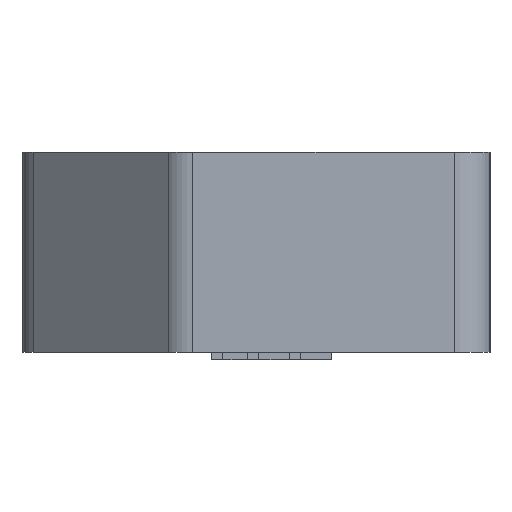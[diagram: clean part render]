
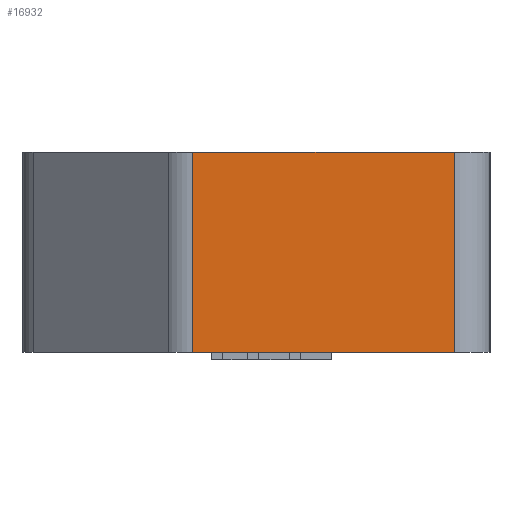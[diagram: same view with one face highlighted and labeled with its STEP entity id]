
A CAD part, left-side view. The second image highlights one B-rep face of the part: STEP entity #16932.
In plain terms, the highlighted planar face has unit normal (-1, 0, 0).
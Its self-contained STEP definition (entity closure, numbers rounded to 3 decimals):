
#16=DIRECTION('',(0.,-1.,0.));
#17=VECTOR('',#16,7.32);
#18=CARTESIAN_POINT('',(-27.4,1.77,-0.8));
#19=LINE('',#18,#17);
#3528=DIRECTION('',(0.,0.,1.));
#3529=VECTOR('',#3528,5.6);
#3530=CARTESIAN_POINT('',(-27.4,-5.55,-0.8));
#3531=LINE('',#3530,#3529);
#3532=DIRECTION('',(0.,0.,1.));
#3533=VECTOR('',#3532,5.6);
#3534=CARTESIAN_POINT('',(-27.4,1.77,-0.8));
#3535=LINE('',#3534,#3533);
#3585=DIRECTION('',(0.,-1.,0.));
#3586=VECTOR('',#3585,7.32);
#3587=CARTESIAN_POINT('',(-27.4,1.77,4.8));
#3588=LINE('',#3587,#3586);
#12884=CARTESIAN_POINT('',(-27.4,1.77,-0.8));
#12885=VERTEX_POINT('',#12884);
#12886=CARTESIAN_POINT('',(-27.4,-5.55,-0.8));
#12887=VERTEX_POINT('',#12886);
#12908=CARTESIAN_POINT('',(-27.4,1.77,4.8));
#12909=VERTEX_POINT('',#12908);
#12910=CARTESIAN_POINT('',(-27.4,-5.55,4.8));
#12911=VERTEX_POINT('',#12910);
#16919=CARTESIAN_POINT('',(-27.4,1.77,-0.8));
#16920=DIRECTION('',(-1.,0.,0.));
#16921=DIRECTION('',(0.,-1.,0.));
#16922=AXIS2_PLACEMENT_3D('',#16919,#16920,#16921);
#16923=PLANE('',#16922);
#16924=ORIENTED_EDGE('',*,*,#14881,.F.);
#16926=ORIENTED_EDGE('',*,*,#16925,.T.);
#16928=ORIENTED_EDGE('',*,*,#16927,.T.);
#16929=ORIENTED_EDGE('',*,*,#16911,.F.);
#16930=EDGE_LOOP('',(#16924,#16926,#16928,#16929));
#16931=FACE_OUTER_BOUND('',#16930,.F.);
#16932=ADVANCED_FACE('',(#16931),#16923,.T.);
#14881=EDGE_CURVE('',#12885,#12887,#19,.T.);
#16911=EDGE_CURVE('',#12887,#12911,#3531,.T.);
#16925=EDGE_CURVE('',#12885,#12909,#3535,.T.);
#16927=EDGE_CURVE('',#12909,#12911,#3588,.T.);
